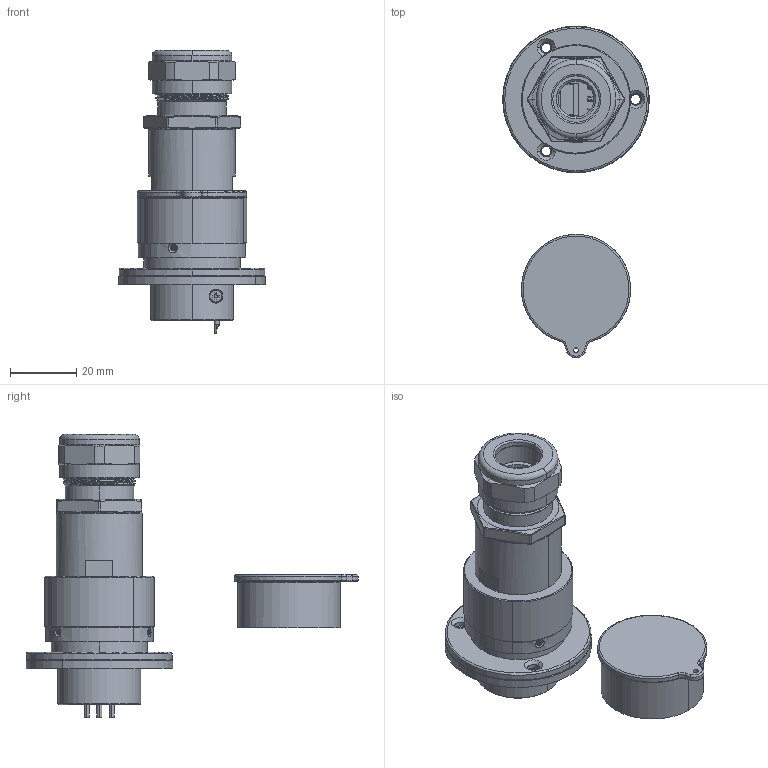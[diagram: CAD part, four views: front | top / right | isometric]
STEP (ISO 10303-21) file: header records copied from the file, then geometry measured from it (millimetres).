
FILE_DESCRIPTION((''),'2;1');
FILE_NAME('ASM0017_ASM','2024-04-09T',('13001'),(''),'PRO/ENGINEER BY PARAMETRIC TECHNOLOGY CORPORATION, 2012480','PRO/ENGINEER BY PARAMETRIC TECHNOLOGY CORPORATION, 2012480','');
FILE_SCHEMA(('CONFIG_CONTROL_DESIGN'));
Products named in the file (4): 3D_1690114101001_HY-ET2511-S02E; 3D_1690113231001_HY-EZ2511-S02E; PRT0029; ASM0017_ASM
Assembly tree (3 placements, depth 2):
  ASM0017_ASM
    3D_1690114101001_HY-ET2511-S02E
    3D_1690113231001_HY-EZ2511-S02E
    PRT0029
Bounding box: 44.3 x 100.22 x 85.45 mm (x, y, z)
Volume: 45146.5 mm3; surface area: 37441.8 mm2
Topology: 3 solids, 4 shells, 1336 faces, 3660 edges, 2380 vertices
Faces by surface type: plane 412, cylinder 346, cone 218, bspline 148, extrusion 127, torus 73, sphere 12
Entity records: 66301 total; most frequent: CARTESIAN_POINT 33688, ORIENTED_EDGE 7248, DIRECTION 6074, EDGE_CURVE 3624, VERTEX_POINT 2380, AXIS2_PLACEMENT_3D 2240, VECTOR 1594, EDGE_LOOP 1484
